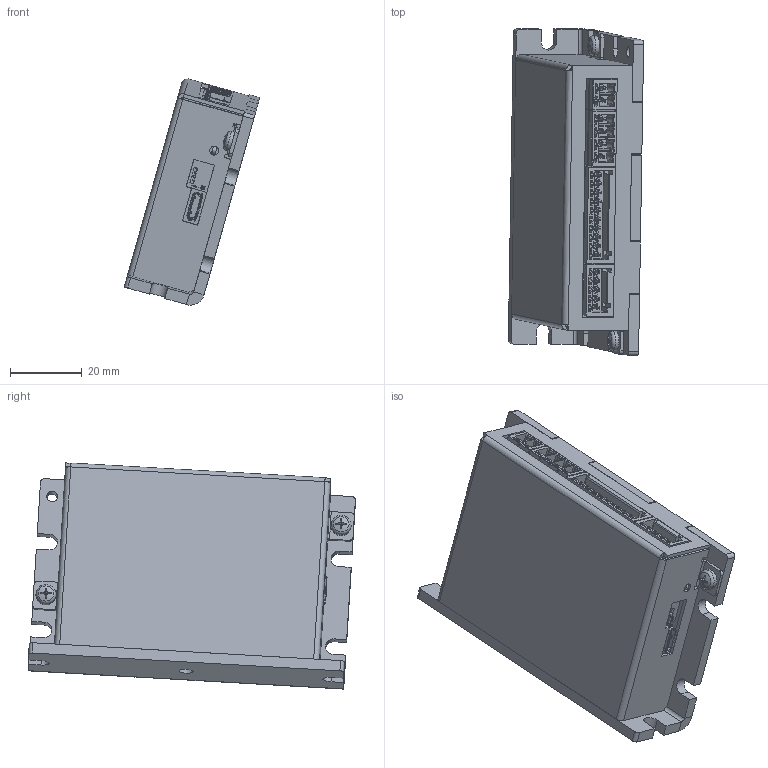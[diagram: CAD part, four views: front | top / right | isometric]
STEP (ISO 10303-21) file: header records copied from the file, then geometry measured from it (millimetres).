
FILE_DESCRIPTION((''),'2;1');
FILE_NAME('assembly-C5.stp','2014-02-25T16:50:29',('Administrator'),(''),'Autodesk Inventor 2013','Autodesk Inventor 2013','');
FILE_SCHEMA(('AUTOMOTIVE_DESIGN { 1 0 10303 214 1 1 1 1 }'));
Length unit declared in the file: millimetre
Products named in the file (16): assembly-C5; C5_Deckel Gesamt; LED; 1881477; mc_0.5-5-g-2; 1881529; mc_0.5-10-g-2; 1844236; 1844210; CHP-041TB; 螺栓联接; ISO 7045 H M3 x 4 - 4.8 - H; C5_Winkel Gesamt; ZX62-B-5PA; ZX62-B-5P_1
Assembly tree (16 placements, depth 3):
  assembly-C5
    C5_Deckel Gesamt
    LED
    1881477
      mc_0.5-5-g-2
    1881529
      mc_0.5-10-g-2
    1844236
    1844210
    CHP-041TB
    螺栓联接
      ISO 7045 H M3 x 4 - 4.8 - H
    螺栓联接
      ISO 7045 H M3 x 4 - 4.8 - H
    C5_Winkel Gesamt
    ZX62-B-5PA
      ZX62-B-5P_1
Bounding box: 37.75 x 91.14 x 63.1 mm (x, y, z)
Volume: 29147.7 mm3; surface area: 33802.8 mm2
Topology: 11 solids, 11 shells, 2009 faces, 5247 edges, 3436 vertices
Faces by surface type: plane 1535, cylinder 409, cone 38, bspline 14, torus 11, sphere 2
Full cylindrical faces by diameter (mm): 0.4 x2, 0.457 x4, 1.2 x21, 1.25 x6, 1.6 x17, 2.5 x3, 2.729 x2, 3 x3, 4 x1, 4.2 x4
Entity records: 62577 total; most frequent: CARTESIAN_POINT 11644, ORIENTED_EDGE 10112, DIRECTION 9982, EDGE_CURVE 5056, VECTOR 4020, LINE 4020, VERTEX_POINT 3290, AXIS2_PLACEMENT_3D 2981
